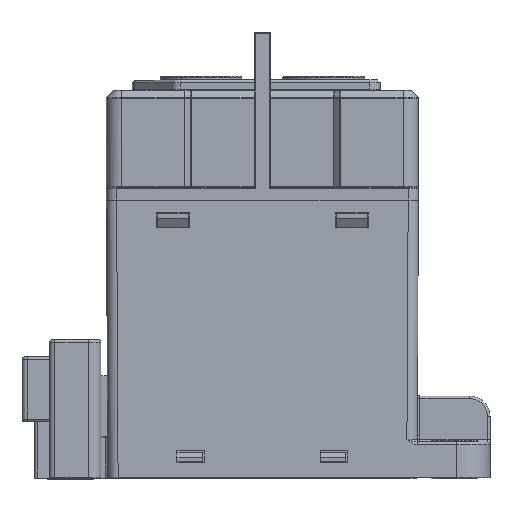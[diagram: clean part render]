
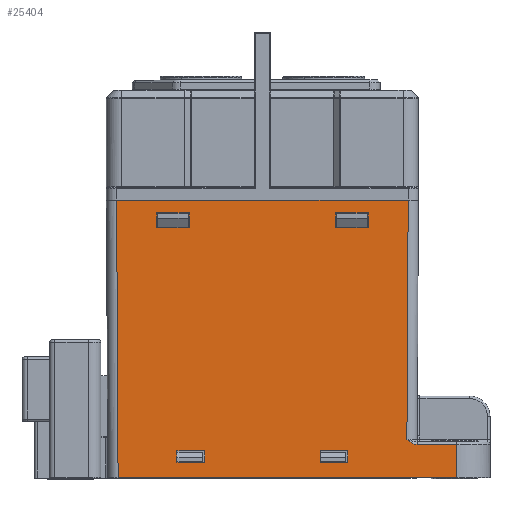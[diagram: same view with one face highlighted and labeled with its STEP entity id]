
A CAD part, top view. The second image highlights one B-rep face of the part: STEP entity #25404.
In plain terms, the highlighted planar face has unit normal (0, -0.005, 1).
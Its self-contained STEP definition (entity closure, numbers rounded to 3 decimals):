
#17740=DIRECTION('',(1.,0.,0.));
#17741=VECTOR('',#17740,66.216);
#17742=CARTESIAN_POINT('',(-28.216,-46.8,22.216));
#17743=LINE('',#17742,#17741);
#18077=CARTESIAN_POINT('',(38.,-40.302,22.25));
#18108=CARTESIAN_POINT('',(38.,-46.8,22.216));
#18110=DIRECTION('',(0.,1.,0.005));
#18111=VECTOR('',#18110,6.498);
#18112=CARTESIAN_POINT('',(38.,-46.8,22.216));
#18113=LINE('',#18112,#18111);
#18156=DIRECTION('',(-0.005,1.,0.005));
#18157=VECTOR('',#18156,54.301);
#18158=CARTESIAN_POINT('',(-28.216,-46.8,22.216));
#18159=LINE('',#18158,#18157);
#18160=DIRECTION('',(1.,0.,0.));
#18161=VECTOR('',#18160,57.);
#18162=CARTESIAN_POINT('',(-28.5,7.5,
22.5));
#18163=LINE('',#18162,#18161);
#18164=DIRECTION('',(-0.005,-1.,-0.005));
#18165=VECTOR('',#18164,46.799);
#18166=CARTESIAN_POINT('',(28.5,7.5,22.5));
#18167=LINE('',#18166,#18165);
#18168=DIRECTION('',(0.,1.,0.005));
#18169=VECTOR('',#18168,2.9);
#18170=CARTESIAN_POINT('',(-14.3,2.1,
22.472));
#18171=LINE('',#18170,#18169);
#18172=DIRECTION('',(0.,-1.,-0.005));
#18173=VECTOR('',#18172,2.9);
#18174=CARTESIAN_POINT('',(-20.7,5.,
22.487));
#18175=LINE('',#18174,#18173);
#18176=DIRECTION('',(0.,1.,0.005));
#18177=VECTOR('',#18176,2.3);
#18178=CARTESIAN_POINT('',(-11.3,-43.8,22.231));
#18179=LINE('',#18178,#18177);
#18180=DIRECTION('',(0.,-1.,-0.005));
#18181=VECTOR('',#18180,2.3);
#18182=CARTESIAN_POINT('',(-16.7,-41.5,22.243));
#18183=LINE('',#18182,#18181);
#18192=CARTESIAN_POINT('',(-28.216,-46.8,22.216));
#18244=CARTESIAN_POINT('',(28.5,7.5,22.5));
#18296=CARTESIAN_POINT('',(30.259,-40.302,
22.25));
#18297=CARTESIAN_POINT('',(30.106,-40.302,
22.25));
#18298=CARTESIAN_POINT('',(29.791,-40.258,
22.25));
#18299=CARTESIAN_POINT('',(29.285,-40.054,
22.251));
#18300=CARTESIAN_POINT('',(28.78,-39.721,
22.253));
#18301=CARTESIAN_POINT('',(28.431,-39.449,
22.254));
#18302=CARTESIAN_POINT('',(28.255,-39.297,
22.255));
#18309=DIRECTION('',(-1.,0.,0.));
#18310=VECTOR('',#18309,7.741);
#18311=CARTESIAN_POINT('',(38.,-40.302,22.25));
#18312=LINE('',#18311,#18310);
#22344=DIRECTION('',(0.,-1.,
-0.005));
#22345=VECTOR('',#22344,2.9);
#22346=CARTESIAN_POINT('',(20.7,5.,22.487));
#22347=LINE('',#22346,#22345);
#22352=DIRECTION('',(1.,0.,0.));
#22353=VECTOR('',#22352,6.4);
#22354=CARTESIAN_POINT('',(14.3,5.,22.487));
#22355=LINE('',#22354,#22353);
#22360=DIRECTION('',(0.,1.,0.005));
#22361=VECTOR('',#22360,2.9);
#22362=CARTESIAN_POINT('',(14.3,2.1,22.472));
#22363=LINE('',#22362,#22361);
#22368=DIRECTION('',(-1.,0.,0.));
#22369=VECTOR('',#22368,6.4);
#22370=CARTESIAN_POINT('',(20.7,2.1,22.472));
#22371=LINE('',#22370,#22369);
#22376=DIRECTION('',(1.,0.,0.));
#22377=VECTOR('',#22376,6.4);
#22378=CARTESIAN_POINT('',(-20.7,5.,
22.487));
#22379=LINE('',#22378,#22377);
#22392=DIRECTION('',(-1.,0.,0.));
#22393=VECTOR('',#22392,6.4);
#22394=CARTESIAN_POINT('',(-14.3,2.1,
22.472));
#22395=LINE('',#22394,#22393);
#22480=DIRECTION('',(0.,-1.,-0.005));
#22481=VECTOR('',#22480,2.3);
#22482=CARTESIAN_POINT('',(16.7,-41.5,22.243));
#22483=LINE('',#22482,#22481);
#22488=DIRECTION('',(1.,0.,0.));
#22489=VECTOR('',#22488,5.4);
#22490=CARTESIAN_POINT('',(11.3,-41.5,22.243));
#22491=LINE('',#22490,#22489);
#22496=DIRECTION('',(0.,1.,0.005));
#22497=VECTOR('',#22496,2.3);
#22498=CARTESIAN_POINT('',(11.3,-43.8,22.231));
#22499=LINE('',#22498,#22497);
#22504=DIRECTION('',(-1.,0.,0.));
#22505=VECTOR('',#22504,5.4);
#22506=CARTESIAN_POINT('',(16.7,-43.8,22.231));
#22507=LINE('',#22506,#22505);
#22512=DIRECTION('',(-1.,0.,0.));
#22513=VECTOR('',#22512,5.4);
#22514=CARTESIAN_POINT('',(-11.3,-43.8,22.231));
#22515=LINE('',#22514,#22513);
#22528=DIRECTION('',(1.,0.,0.));
#22529=VECTOR('',#22528,5.4);
#22530=CARTESIAN_POINT('',(-16.7,-41.5,22.243));
#22531=LINE('',#22530,#22529);
#23130=VERTEX_POINT('',#18244);
#23131=CARTESIAN_POINT('',(-28.5,7.5,
22.5));
#23132=VERTEX_POINT('',#23131);
#23195=VERTEX_POINT('',#18077);
#23202=VERTEX_POINT('',#18108);
#23224=VERTEX_POINT('',#18192);
#24056=CARTESIAN_POINT('',(-16.7,-41.5,22.243));
#24057=VERTEX_POINT('',#24056);
#24058=CARTESIAN_POINT('',(-11.3,-41.5,22.243));
#24059=VERTEX_POINT('',#24058);
#24060=CARTESIAN_POINT('',(-16.7,-43.8,22.231));
#24061=VERTEX_POINT('',#24060);
#24062=CARTESIAN_POINT('',(-11.3,-43.8,22.231));
#24063=VERTEX_POINT('',#24062);
#24064=CARTESIAN_POINT('',(28.255,-39.297,
22.255));
#24065=VERTEX_POINT('',#24064);
#24066=VERTEX_POINT('',#18296);
#24067=CARTESIAN_POINT('',(16.7,-41.5,22.243));
#24068=CARTESIAN_POINT('',(16.7,-43.8,22.231));
#24069=VERTEX_POINT('',#24067);
#24070=VERTEX_POINT('',#24068);
#24071=CARTESIAN_POINT('',(11.3,-41.5,22.243));
#24072=VERTEX_POINT('',#24071);
#24073=CARTESIAN_POINT('',(11.3,-43.8,22.231));
#24074=VERTEX_POINT('',#24073);
#24075=CARTESIAN_POINT('',(14.3,2.1,22.472));
#24076=CARTESIAN_POINT('',(14.3,5.,22.487));
#24077=VERTEX_POINT('',#24075);
#24078=VERTEX_POINT('',#24076);
#24079=CARTESIAN_POINT('',(20.7,2.1,22.472));
#24080=VERTEX_POINT('',#24079);
#24081=CARTESIAN_POINT('',(20.7,5.,22.487));
#24082=VERTEX_POINT('',#24081);
#24083=CARTESIAN_POINT('',(-14.3,2.1,
22.472));
#24084=CARTESIAN_POINT('',(-20.7,2.1,
22.472));
#24085=VERTEX_POINT('',#24083);
#24086=VERTEX_POINT('',#24084);
#24087=CARTESIAN_POINT('',(-14.3,5.,
22.487));
#24088=VERTEX_POINT('',#24087);
#24089=CARTESIAN_POINT('',(-20.7,5.,
22.487));
#24090=VERTEX_POINT('',#24089);
#25345=CARTESIAN_POINT('',(0.,7.5,22.5));
#25346=DIRECTION('',(0.,-0.005,1.));
#25347=DIRECTION('',(0.,1.,0.005));
#25348=AXIS2_PLACEMENT_3D('',#25345,#25346,#25347);
#25349=PLANE('',#25348);
#25350=ORIENTED_EDGE('',*,*,#24868,.F.);
#25352=ORIENTED_EDGE('',*,*,#25351,.T.);
#25354=ORIENTED_EDGE('',*,*,#25353,.T.);
#25356=ORIENTED_EDGE('',*,*,#25355,.T.);
#25358=ORIENTED_EDGE('',*,*,#25357,.F.);
#25360=ORIENTED_EDGE('',*,*,#25359,.F.);
#25361=ORIENTED_EDGE('',*,*,#25246,.F.);
#25362=EDGE_LOOP('',(#25350,#25352,#25354,#25356,#25358,#25360,#25361));
#25363=FACE_OUTER_BOUND('',#25362,.F.);
#25365=ORIENTED_EDGE('',*,*,#25364,.F.);
#25367=ORIENTED_EDGE('',*,*,#25366,.F.);
#25369=ORIENTED_EDGE('',*,*,#25368,.F.);
#25371=ORIENTED_EDGE('',*,*,#25370,.F.);
#25372=EDGE_LOOP('',(#25365,#25367,#25369,#25371));
#25373=FACE_BOUND('',#25372,.F.);
#25375=ORIENTED_EDGE('',*,*,#25374,.F.);
#25377=ORIENTED_EDGE('',*,*,#25376,.F.);
#25379=ORIENTED_EDGE('',*,*,#25378,.F.);
#25381=ORIENTED_EDGE('',*,*,#25380,.F.);
#25382=EDGE_LOOP('',(#25375,#25377,#25379,#25381));
#25383=FACE_BOUND('',#25382,.F.);
#25385=ORIENTED_EDGE('',*,*,#25384,.F.);
#25387=ORIENTED_EDGE('',*,*,#25386,.T.);
#25389=ORIENTED_EDGE('',*,*,#25388,.F.);
#25391=ORIENTED_EDGE('',*,*,#25390,.T.);
#25392=EDGE_LOOP('',(#25385,#25387,#25389,#25391));
#25393=FACE_BOUND('',#25392,.F.);
#25395=ORIENTED_EDGE('',*,*,#25394,.F.);
#25397=ORIENTED_EDGE('',*,*,#25396,.T.);
#25399=ORIENTED_EDGE('',*,*,#25398,.F.);
#25401=ORIENTED_EDGE('',*,*,#25400,.T.);
#25402=EDGE_LOOP('',(#25395,#25397,#25399,#25401));
#25403=FACE_BOUND('',#25402,.F.);
#25404=ADVANCED_FACE('',(#25363,#25373,#25383,#25393,#25403),#25349,.T.);
#18303=B_SPLINE_CURVE_WITH_KNOTS('',3,(#18296,#18297,#18298,#18299,#18300,
#18301,#18302),.UNSPECIFIED.,.F.,.F.,(4,1,1,1,4),(0.,0.25,0.5,0.75,
1.),.UNSPECIFIED.);
#24868=EDGE_CURVE('',#23224,#23202,#17743,.T.);
#25246=EDGE_CURVE('',#23202,#23195,#18113,.T.);
#25351=EDGE_CURVE('',#23224,#23132,#18159,.T.);
#25353=EDGE_CURVE('',#23132,#23130,#18163,.T.);
#25355=EDGE_CURVE('',#23130,#24065,#18167,.T.);
#25357=EDGE_CURVE('',#24066,#24065,#18303,.T.);
#25359=EDGE_CURVE('',#23195,#24066,#18312,.T.);
#25364=EDGE_CURVE('',#24069,#24070,#22483,.T.);
#25366=EDGE_CURVE('',#24072,#24069,#22491,.T.);
#25368=EDGE_CURVE('',#24074,#24072,#22499,.T.);
#25370=EDGE_CURVE('',#24070,#24074,#22507,.T.);
#25374=EDGE_CURVE('',#24077,#24078,#22363,.T.);
#25376=EDGE_CURVE('',#24080,#24077,#22371,.T.);
#25378=EDGE_CURVE('',#24082,#24080,#22347,.T.);
#25380=EDGE_CURVE('',#24078,#24082,#22355,.T.);
#25384=EDGE_CURVE('',#24085,#24086,#22395,.T.);
#25386=EDGE_CURVE('',#24085,#24088,#18171,.T.);
#25388=EDGE_CURVE('',#24090,#24088,#22379,.T.);
#25390=EDGE_CURVE('',#24090,#24086,#18175,.T.);
#25394=EDGE_CURVE('',#24063,#24061,#22515,.T.);
#25396=EDGE_CURVE('',#24063,#24059,#18179,.T.);
#25398=EDGE_CURVE('',#24057,#24059,#22531,.T.);
#25400=EDGE_CURVE('',#24057,#24061,#18183,.T.);
